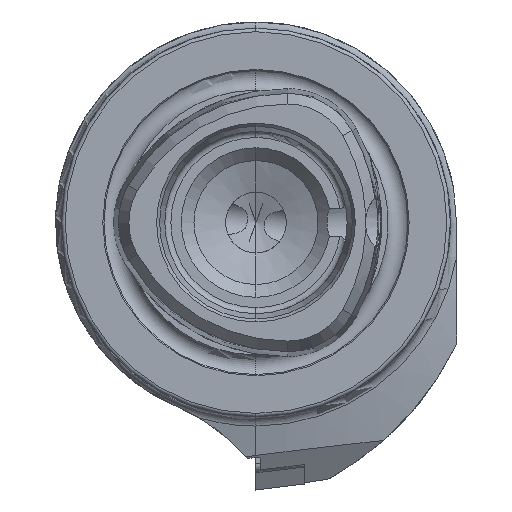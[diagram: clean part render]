
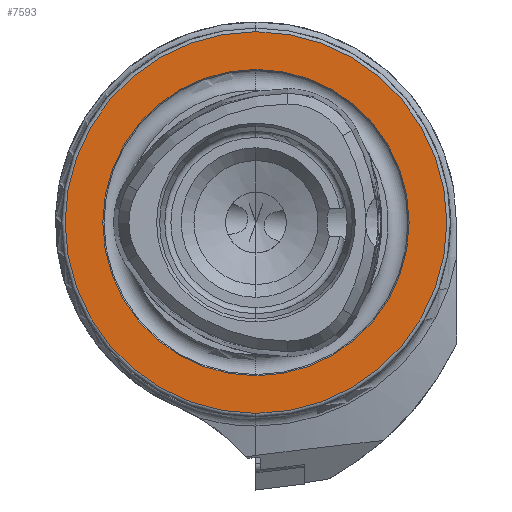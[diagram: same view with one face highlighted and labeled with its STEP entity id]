
A CAD part, left-side view. The second image highlights one B-rep face of the part: STEP entity #7593.
In plain terms, the highlighted planar face has unit normal (-1, 0, 0).
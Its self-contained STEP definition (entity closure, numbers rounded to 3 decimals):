
#116 = CIRCLE ( 'NONE', #2239, 12.6 ) ;
#129 = AXIS2_PLACEMENT_3D ( 'NONE', #997, #7406, #1925 ) ;
#233 = EDGE_CURVE ( 'NONE', #11799, #1427, #116, .T. ) ;
#780 = ORIENTED_EDGE ( 'NONE', *, *, #8577, .F. ) ;
#997 = CARTESIAN_POINT ( 'NONE',  ( 0., 0., 0. ) ) ;
#1217 = ORIENTED_EDGE ( 'NONE', *, *, #233, .F. ) ;
#1427 = VERTEX_POINT ( 'NONE', #5811 ) ;
#1514 = AXIS2_PLACEMENT_3D ( 'NONE', #7475, #1996, #8378 ) ;
#1666 = CARTESIAN_POINT ( 'NONE',  ( 0., 0., 15.7 ) ) ;
#1732 = AXIS2_PLACEMENT_3D ( 'NONE', #6488, #3251, #10607 ) ;
#1751 = AXIS2_PLACEMENT_3D ( 'NONE', #8200, #2700, #9083 ) ;
#1925 = DIRECTION ( 'NONE',  ( 0., 0., 1. ) ) ;
#1996 = DIRECTION ( 'NONE',  ( -1., 0., 0. ) ) ;
#2239 = AXIS2_PLACEMENT_3D ( 'NONE', #10772, #8061, #5506 ) ;
#2350 = FACE_OUTER_BOUND ( 'NONE', #3734, .T. ) ;
#2700 = DIRECTION ( 'NONE',  ( -1., 0., 0. ) ) ;
#3251 = DIRECTION ( 'NONE',  ( 1., 0., 0. ) ) ;
#3734 = EDGE_LOOP ( 'NONE', ( #9121, #10386 ) ) ;
#3971 = PLANE ( 'NONE',  #1732 ) ;
#4815 = CIRCLE ( 'NONE', #129, 12.6 ) ;
#5064 = FACE_BOUND ( 'NONE', #5155, .T. ) ;
#5155 = EDGE_LOOP ( 'NONE', ( #780, #1217 ) ) ;
#5506 = DIRECTION ( 'NONE',  ( 0., 0., 1. ) ) ;
#5609 = CARTESIAN_POINT ( 'NONE',  ( 0., 0., -12.6 ) ) ;
#5811 = CARTESIAN_POINT ( 'NONE',  ( 0., 0., 12.6 ) ) ;
#6038 = VERTEX_POINT ( 'NONE', #1666 ) ;
#6297 = VERTEX_POINT ( 'NONE', #9848 ) ;
#6488 = CARTESIAN_POINT ( 'NONE',  ( 0., 12.6, 0. ) ) ;
#7406 = DIRECTION ( 'NONE',  ( -1., 0., 0. ) ) ;
#7475 = CARTESIAN_POINT ( 'NONE',  ( 0., 0., 0. ) ) ;
#7593 = ADVANCED_FACE ( 'NONE', ( #5064, #2350 ), #3971, .F. ) ;
#8061 = DIRECTION ( 'NONE',  ( -1., 0., 0. ) ) ;
#8200 = CARTESIAN_POINT ( 'NONE',  ( 0., 0., 0. ) ) ;
#8378 = DIRECTION ( 'NONE',  ( 0., 0., 1. ) ) ;
#8577 = EDGE_CURVE ( 'NONE', #1427, #11799, #4815, .T. ) ;
#9063 = EDGE_CURVE ( 'NONE', #6038, #6297, #9321, .T. ) ;
#9083 = DIRECTION ( 'NONE',  ( 0., 0., 1. ) ) ;
#9121 = ORIENTED_EDGE ( 'NONE', *, *, #9063, .T. ) ;
#9189 = CIRCLE ( 'NONE', #1751, 15.7 ) ;
#9321 = CIRCLE ( 'NONE', #1514, 15.7 ) ;
#9848 = CARTESIAN_POINT ( 'NONE',  ( 0., 0., -15.7 ) ) ;
#10386 = ORIENTED_EDGE ( 'NONE', *, *, #10652, .T. ) ;
#10607 = DIRECTION ( 'NONE',  ( 0., 0., -1. ) ) ;
#10652 = EDGE_CURVE ( 'NONE', #6297, #6038, #9189, .T. ) ;
#10772 = CARTESIAN_POINT ( 'NONE',  ( 0., 0., 0. ) ) ;
#11799 = VERTEX_POINT ( 'NONE', #5609 ) ;
